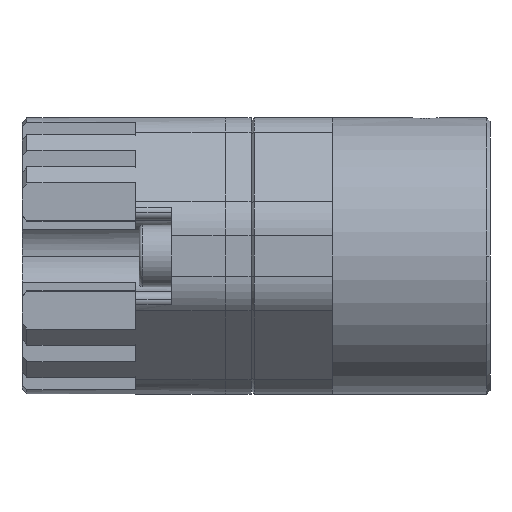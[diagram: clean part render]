
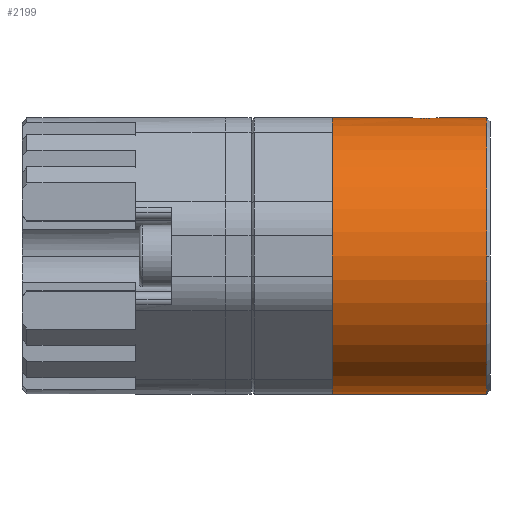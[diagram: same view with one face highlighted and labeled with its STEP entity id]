
A CAD part, left-side view. The second image highlights one B-rep face of the part: STEP entity #2199.
In plain terms, the highlighted cylindrical face has radius 8.5 mm (diameter 17 mm), a partial arc.
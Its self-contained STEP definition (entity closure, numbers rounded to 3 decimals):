
#425 = CARTESIAN_POINT ( 'NONE',  ( 0., 9.7, 8.5 ) ) ;
#524 = DIRECTION ( 'NONE',  ( 0., 0., -1. ) ) ;
#667 = ORIENTED_EDGE ( 'NONE', *, *, #3120, .F. ) ;
#992 = ORIENTED_EDGE ( 'NONE', *, *, #10708, .T. ) ;
#1381 = ORIENTED_EDGE ( 'NONE', *, *, #6032, .T. ) ;
#1726 = CARTESIAN_POINT ( 'NONE',  ( -0.418, 4.713, 8.491 ) ) ;
#2199 = ADVANCED_FACE ( 'NONE', ( #8409 ), #20420, .T. ) ;
#2445 = VERTEX_POINT ( 'NONE', #18278 ) ;
#3120 = EDGE_CURVE ( 'NONE', #7763, #16410, #5953, .T. ) ;
#3618 = ORIENTED_EDGE ( 'NONE', *, *, #10983, .T. ) ;
#3927 = DIRECTION ( 'NONE',  ( 0., 1., 0. ) ) ;
#4368 = DIRECTION ( 'NONE',  ( 0., -1., 0. ) ) ;
#4508 = CARTESIAN_POINT ( 'NONE',  ( -0.492, 3.36, 8.486 ) ) ;
#4731 = EDGE_CURVE ( 'NONE', #18204, #22136, #20968, .T. ) ;
#5062 = CARTESIAN_POINT ( 'NONE',  ( -0.64, 4.492, 8.476 ) ) ;
#5157 = CARTESIAN_POINT ( 'NONE',  ( 0., 0.2, 0. ) ) ;
#5242 = AXIS2_PLACEMENT_3D ( 'NONE', #11536, #8525, #15486 ) ;
#5709 = B_SPLINE_CURVE_WITH_KNOTS ( 'NONE', 3,
 ( #19913, #7672, #14301, #16312, #4508, #17776, #12924, #14523 ),
 .UNSPECIFIED., .F., .F.,
 ( 4, 2, 2, 4 ),
 ( -0.001, -0.001, -0.001, 0. ),
 .UNSPECIFIED. ) ;
#5953 = LINE ( 'NONE', #6072, #10601 ) ;
#6024 = VERTEX_POINT ( 'NONE', #19788 ) ;
#6032 = EDGE_CURVE ( 'NONE', #17513, #6024, #12007, .T. ) ;
#6072 = CARTESIAN_POINT ( 'NONE',  ( 0., 40.235, 8.5 ) ) ;
#6780 = CARTESIAN_POINT ( 'NONE',  ( -0.699, 4.403, 8.471 ) ) ;
#7672 = CARTESIAN_POINT ( 'NONE',  ( -0.106, 3.2, 8.5 ) ) ;
#7759 = EDGE_CURVE ( 'NONE', #6024, #18204, #17315, .T. ) ;
#7763 = VERTEX_POINT ( 'NONE', #13600 ) ;
#7808 = CARTESIAN_POINT ( 'NONE',  ( 0., 0.2, 0. ) ) ;
#7890 = DIRECTION ( 'NONE',  ( 0., -1., 0. ) ) ;
#8222 = EDGE_CURVE ( 'NONE', #17513, #16528, #18023, .T. ) ;
#8409 = FACE_OUTER_BOUND ( 'NONE', #17636, .T. ) ;
#8525 = DIRECTION ( 'NONE',  ( 0., -1., 0. ) ) ;
#8574 = CARTESIAN_POINT ( 'NONE',  ( -0.211, 4.8, 8.5 ) ) ;
#9460 = DIRECTION ( 'NONE',  ( 0., 1., 0. ) ) ;
#9882 = DIRECTION ( 'NONE',  ( 0., 0., -1. ) ) ;
#10039 = CARTESIAN_POINT ( 'NONE',  ( 0., 0.2, 8.5 ) ) ;
#10601 = VECTOR ( 'NONE', #4368, 1000. ) ;
#10708 = EDGE_CURVE ( 'NONE', #7763, #2445, #5709, .T. ) ;
#10983 = EDGE_CURVE ( 'NONE', #22136, #16410, #13388, .T. ) ;
#11129 = ORIENTED_EDGE ( 'NONE', *, *, #8222, .F. ) ;
#11536 = CARTESIAN_POINT ( 'NONE',  ( 0., 40.235, 0. ) ) ;
#11718 = DIRECTION ( 'NONE',  ( 0., -1., 0. ) ) ;
#12007 = CIRCLE ( 'NONE', #18478, 8.5 ) ;
#12316 = AXIS2_PLACEMENT_3D ( 'NONE', #5157, #3927, #19008 ) ;
#12924 = CARTESIAN_POINT ( 'NONE',  ( -0.8, 3.789, 8.462 ) ) ;
#13388 = CIRCLE ( 'NONE', #12316, 8.5 ) ;
#13553 = ORIENTED_EDGE ( 'NONE', *, *, #4731, .T. ) ;
#13600 = CARTESIAN_POINT ( 'NONE',  ( 0., 3.2, 8.5 ) ) ;
#13709 = CARTESIAN_POINT ( 'NONE',  ( 0., 40.235, -8.5 ) ) ;
#14067 = CARTESIAN_POINT ( 'NONE',  ( -0.779, 4.209, 8.464 ) ) ;
#14301 = CARTESIAN_POINT ( 'NONE',  ( -0.209, 3.221, 8.498 ) ) ;
#14523 = CARTESIAN_POINT ( 'NONE',  ( -0.8, 4., 8.462 ) ) ;
#14740 = ORIENTED_EDGE ( 'NONE', *, *, #17938, .T. ) ;
#15139 = VECTOR ( 'NONE', #20560, 1000. ) ;
#15316 = CARTESIAN_POINT ( 'NONE',  ( -0.8, 4.106, 8.462 ) ) ;
#15429 = CARTESIAN_POINT ( 'NONE',  ( 0., 4.8, 8.5 ) ) ;
#15486 = DIRECTION ( 'NONE',  ( 0., 0., -1. ) ) ;
#15631 = AXIS2_PLACEMENT_3D ( 'NONE', #7808, #9460, #524 ) ;
#15688 = B_SPLINE_CURVE_WITH_KNOTS ( 'NONE', 3,
 ( #15773, #15316, #14067, #6780, #5062, #1726, #8574, #15429 ),
 .UNSPECIFIED., .F., .F.,
 ( 4, 2, 2, 4 ),
 ( 0., 0., 0.001, 0.001 ),
 .UNSPECIFIED. ) ;
#15773 = CARTESIAN_POINT ( 'NONE',  ( -0.8, 4., 8.462 ) ) ;
#16312 = CARTESIAN_POINT ( 'NONE',  ( -0.403, 3.301, 8.491 ) ) ;
#16410 = VERTEX_POINT ( 'NONE', #10039 ) ;
#16528 = VERTEX_POINT ( 'NONE', #19791 ) ;
#17315 = LINE ( 'NONE', #13709, #15139 ) ;
#17395 = CARTESIAN_POINT ( 'NONE',  ( 0., 0.2, -8.5 ) ) ;
#17513 = VERTEX_POINT ( 'NONE', #425 ) ;
#17636 = EDGE_LOOP ( 'NONE', ( #11129, #1381, #20747, #13553, #3618, #667, #992, #14740 ) ) ;
#17776 = CARTESIAN_POINT ( 'NONE',  ( -0.713, 3.582, 8.471 ) ) ;
#17938 = EDGE_CURVE ( 'NONE', #2445, #16528, #15688, .T. ) ;
#18023 = LINE ( 'NONE', #20052, #19463 ) ;
#18204 = VERTEX_POINT ( 'NONE', #17395 ) ;
#18278 = CARTESIAN_POINT ( 'NONE',  ( -0.8, 4., 8.462 ) ) ;
#18478 = AXIS2_PLACEMENT_3D ( 'NONE', #19901, #7890, #9882 ) ;
#19008 = DIRECTION ( 'NONE',  ( 0., 0., -1. ) ) ;
#19457 = CARTESIAN_POINT ( 'NONE',  ( -8.5, 0.2, 0. ) ) ;
#19463 = VECTOR ( 'NONE', #11718, 1000. ) ;
#19788 = CARTESIAN_POINT ( 'NONE',  ( 0., 9.7, -8.5 ) ) ;
#19791 = CARTESIAN_POINT ( 'NONE',  ( 0., 4.8, 8.5 ) ) ;
#19901 = CARTESIAN_POINT ( 'NONE',  ( 0., 9.7, 0. ) ) ;
#19913 = CARTESIAN_POINT ( 'NONE',  ( 0., 3.2, 8.5 ) ) ;
#20052 = CARTESIAN_POINT ( 'NONE',  ( 0., 40.235, 8.5 ) ) ;
#20420 = CYLINDRICAL_SURFACE ( 'NONE', #5242, 8.5 ) ;
#20560 = DIRECTION ( 'NONE',  ( 0., -1., 0. ) ) ;
#20747 = ORIENTED_EDGE ( 'NONE', *, *, #7759, .T. ) ;
#20968 = CIRCLE ( 'NONE', #15631, 8.5 ) ;
#22136 = VERTEX_POINT ( 'NONE', #19457 ) ;
